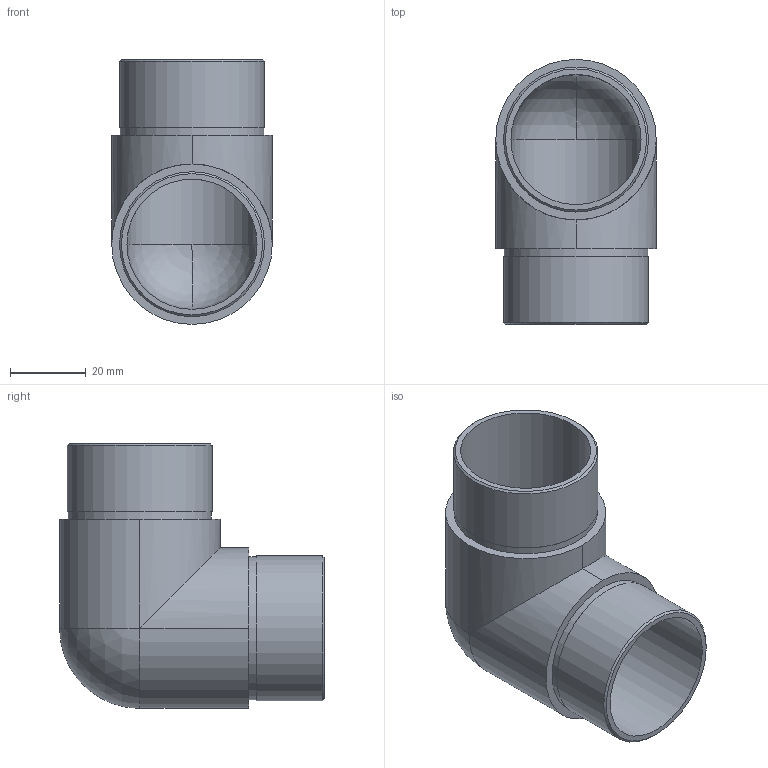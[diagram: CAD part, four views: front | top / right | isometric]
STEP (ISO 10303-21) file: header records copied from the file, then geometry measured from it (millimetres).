
FILE_DESCRIPTION (( 'STEP AP203' ), '1' );
FILE_NAME ('56167-320-V4A.step', '2020-02-20T12:24:22', ( '' ), ( '' ), 'SwSTEP 2.0', 'SolidWorks 2015', '' );
FILE_SCHEMA (( 'CONFIG_CONTROL_DESIGN' ));
Length unit declared in the file: millimetre
Products named in the file (2): 56167-320-V4A
Bounding box: 42.4 x 70 x 70 mm (x, y, z)
Volume: 35303.3 mm3; surface area: 23427 mm2
Topology: 1 solids, 1 shells, 250 faces, 654 edges, 430 vertices
Faces by surface type: bspline 112, plane 94, cylinder 38, sphere 4, cone 2
Full cylindrical faces by diameter (mm): 34.4 x2, 37.9 x2, 38.3 x2
Entity records: 12305 total; most frequent: CARTESIAN_POINT 6822, ORIENTED_EDGE 1282, DIRECTION 768, EDGE_CURVE 641, VERTEX_POINT 429, EDGE_LOOP 288, LINE 280, VECTOR 280
